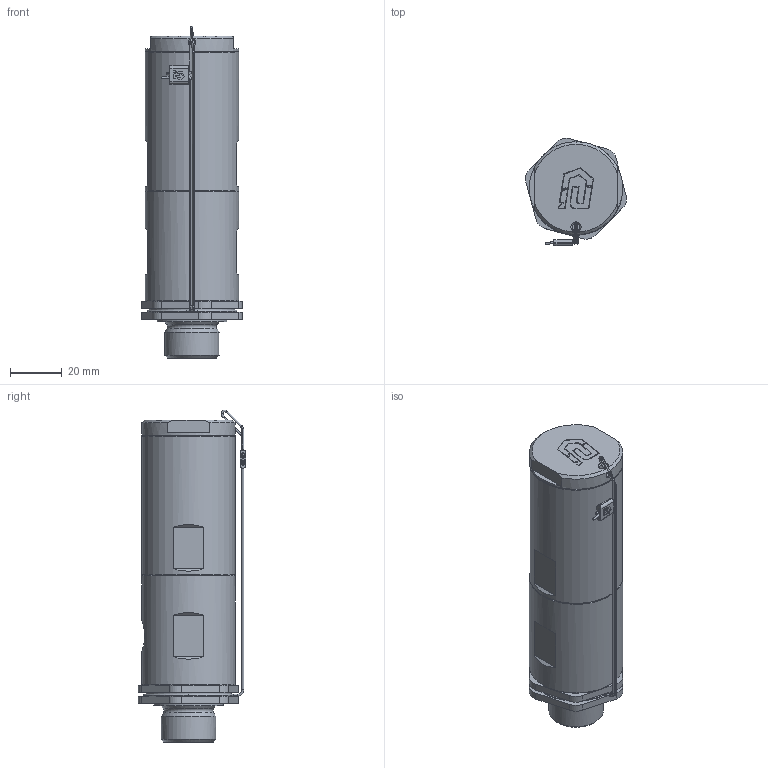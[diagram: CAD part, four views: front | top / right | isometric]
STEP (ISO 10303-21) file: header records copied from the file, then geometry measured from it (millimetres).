
FILE_DESCRIPTION(('HOOPS Exchange Step'),'2;1');
FILE_NAME('VB02_VB04_DN15.stp','2026-03-20T13:01:20+01:00',('Nutzer'),('Unknown organisation'),'HOOPS Exchange 2024.2','HOOPS Exchange','Unknown authorisation');
FILE_SCHEMA( ('AP203_CONFIGURATION_CONTROLLED_3D_DESIGN_OF_MECHANICAL_PARTS_AND_ASSEMBLIES_MIM_LF') );
Length unit declared in the file: millimetre
Products named in the file (2): 0; root
Assembly tree (1 placements, depth 2):
  root
    0
Bounding box: 38.96 x 41.63 x 128.27 mm (x, y, z)
Volume: 78729.3 mm3; surface area: 25128.1 mm2
Topology: 3 solids, 3 shells, 250 faces, 654 edges, 431 vertices
Faces by surface type: plane 135, cylinder 50, bspline 26, torus 25, cone 14
Full cylindrical faces by diameter (mm): 2 x1, 3 x1, 11.8 x1, 12 x1, 16.7 x1, 21 x1, 27 x1, 28.5 x1, 30 x1, 33 x1, 36 x3
Entity records: 13384 total; most frequent: CARTESIAN_POINT 7335, ORIENTED_EDGE 1308, DIRECTION 1142, EDGE_CURVE 654, VERTEX_POINT 431, VECTOR 386, LINE 386, AXIS2_PLACEMENT_3D 378
